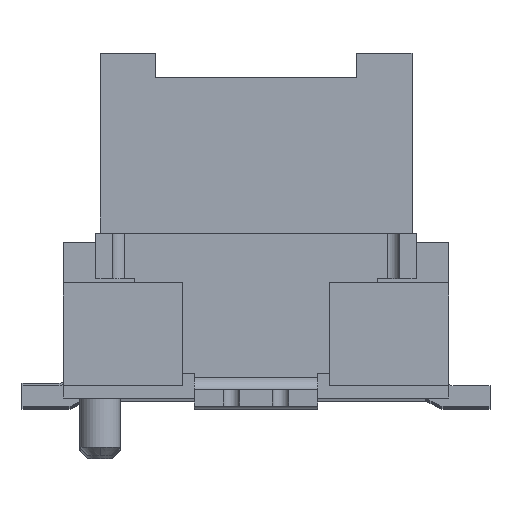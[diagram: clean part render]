
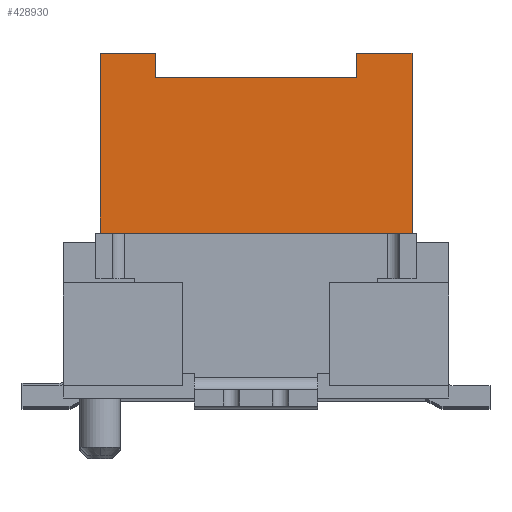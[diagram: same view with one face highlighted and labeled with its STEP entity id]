
A CAD part, top view. The second image highlights one B-rep face of the part: STEP entity #428930.
In plain terms, the highlighted planar face has unit normal (0, 0, 1).
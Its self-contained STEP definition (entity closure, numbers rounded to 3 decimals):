
#84660=CARTESIAN_POINT('',(-2.709,1.838,1.125));
#84670=VERTEX_POINT('',#84660);
#84700=CARTESIAN_POINT('',(0.,1.838,1.125));
#84710=DIRECTION('',(1.,0.,0.));
#84720=VECTOR('',#84710,1.);
#84730=LINE('',#84700,#84720);
#84740=CARTESIAN_POINT('',(1.091,1.838,1.125));
#84750=VERTEX_POINT('',#84740);
#84760=EDGE_CURVE('',#84670,#84750,#84730,.T.);
#355100=CARTESIAN_POINT('',(-2.039,3.838,1.125));
#355110=VERTEX_POINT('',#355100);
#355140=CARTESIAN_POINT('',(-2.039,-2.,1.125));
#355150=DIRECTION('',(0.,1.,0.));
#355160=VECTOR('',#355150,1.);
#355170=LINE('',#355140,#355160);
#355180=CARTESIAN_POINT('',(-2.039,4.138,1.125));
#355190=VERTEX_POINT('',#355180);
#355200=EDGE_CURVE('',#355110,#355190,#355170,.T.);
#421130=CARTESIAN_POINT('',(0.,4.138,1.125));
#421140=DIRECTION('',(-1.,0.,0.));
#421150=VECTOR('',#421140,1.);
#421160=LINE('',#421130,#421150);
#421170=CARTESIAN_POINT('',(-2.709,4.138,1.125));
#421180=VERTEX_POINT('',#421170);
#421190=EDGE_CURVE('',#355190,#421180,#421160,.T.);
#422740=CARTESIAN_POINT('',(0.421,4.138,1.125));
#422750=VERTEX_POINT('',#422740);
#422780=CARTESIAN_POINT('',(0.421,-2.,1.125));
#422790=DIRECTION('',(0.,1.,0.));
#422800=VECTOR('',#422790,1.);
#422810=LINE('',#422780,#422800);
#422820=CARTESIAN_POINT('',(0.421,3.838,1.125));
#422830=VERTEX_POINT('',#422820);
#422840=EDGE_CURVE('',#422830,#422750,#422810,.T.);
#427740=CARTESIAN_POINT('',(1.091,4.138,1.125));
#427750=VERTEX_POINT('',#427740);
#427780=CARTESIAN_POINT('',(0.,4.138,1.125));
#427790=DIRECTION('',(1.,0.,0.));
#427800=VECTOR('',#427790,1.);
#427810=LINE('',#427780,#427800);
#427820=EDGE_CURVE('',#422750,#427750,#427810,.T.);
#428590=CARTESIAN_POINT('',(1.091,-2.,1.125));
#428600=DIRECTION('',(0.,1.,0.));
#428610=VECTOR('',#428600,1.);
#428620=LINE('',#428590,#428610);
#428630=EDGE_CURVE('',#84750,#427750,#428620,.T.);
#428680=CARTESIAN_POINT('',(-2.804,1.78,1.125));
#428690=DIRECTION('',(0.,0.,1.));
#428700=DIRECTION('',(1.,0.,0.));
#428710=AXIS2_PLACEMENT_3D('',#428680,#428690,#428700);
#428720=PLANE('',#428710);
#428730=ORIENTED_EDGE('',*,*,#84760,.T.);
#428740=CARTESIAN_POINT('',(-2.709,1.838,1.125));
#428750=DIRECTION('',(0.,-1.,0.));
#428760=VECTOR('',#428750,1.);
#428770=LINE('',#428740,#428760);
#428780=EDGE_CURVE('',#421180,#84670,#428770,.T.);
#428790=ORIENTED_EDGE('',*,*,#428780,.T.);
#428800=ORIENTED_EDGE('',*,*,#421190,.T.);
#428810=ORIENTED_EDGE('',*,*,#355200,.T.);
#428820=CARTESIAN_POINT('',(0.,3.838,1.125));
#428830=DIRECTION('',(1.,0.,0.));
#428840=VECTOR('',#428830,1.);
#428850=LINE('',#428820,#428840);
#428860=EDGE_CURVE('',#355110,#422830,#428850,.T.);
#428870=ORIENTED_EDGE('',*,*,#428860,.F.);
#428880=ORIENTED_EDGE('',*,*,#422840,.F.);
#428890=ORIENTED_EDGE('',*,*,#427820,.F.);
#428900=ORIENTED_EDGE('',*,*,#428630,.T.);
#428910=EDGE_LOOP('',(#428900,#428890,#428880,#428870,#428810,#428800,
#428790,#428730));
#428920=FACE_OUTER_BOUND('',#428910,.T.);
#428930=ADVANCED_FACE('',(#428920),#428720,.T.);
